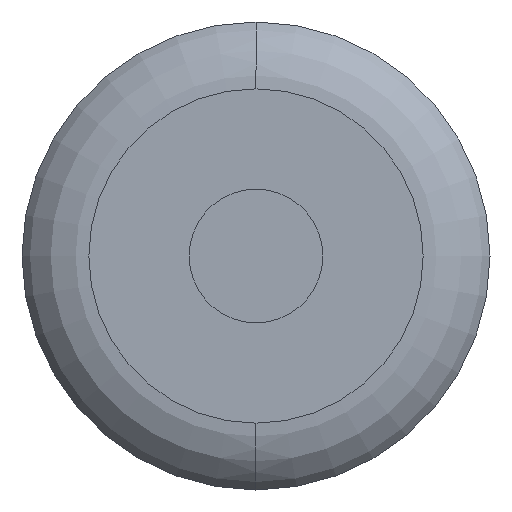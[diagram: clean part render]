
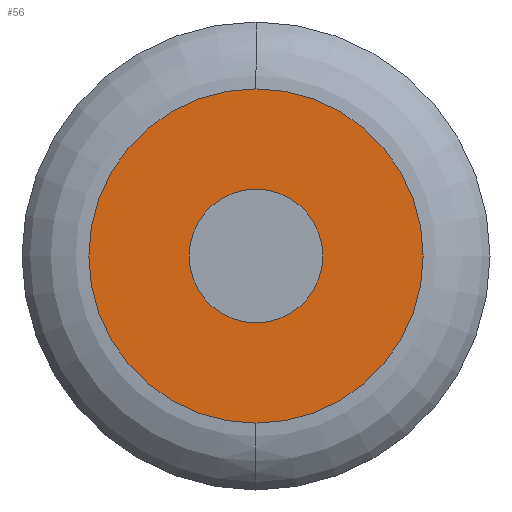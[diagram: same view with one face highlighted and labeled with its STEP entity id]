
A CAD part, left-side view. The second image highlights one B-rep face of the part: STEP entity #56.
In plain terms, the highlighted planar face has unit normal (-1, 0, 0).
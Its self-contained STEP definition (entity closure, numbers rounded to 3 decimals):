
#5 = AXIS2_PLACEMENT_3D ( 'NONE', #321, #292, #139 ) ;
#10 = CARTESIAN_POINT ( 'NONE',  ( -13.491, 0., -1. ) ) ;
#14 = DIRECTION ( 'NONE',  ( -1., 0., 0. ) ) ;
#19 = CARTESIAN_POINT ( 'NONE',  ( -13.491, 0., 0. ) ) ;
#28 = AXIS2_PLACEMENT_3D ( 'NONE', #19, #14, #258 ) ;
#32 = EDGE_LOOP ( 'NONE', ( #329, #36 ) ) ;
#36 = ORIENTED_EDGE ( 'NONE', *, *, #180, .T. ) ;
#41 = DIRECTION ( 'NONE',  ( 1., 0., 0. ) ) ;
#42 = PLANE ( 'NONE',  #244 ) ;
#43 = CARTESIAN_POINT ( 'NONE',  ( -13.491, 0., 0. ) ) ;
#56 = ADVANCED_FACE ( 'NONE', ( #146, #342 ), #42, .F. ) ;
#66 = VERTEX_POINT ( 'NONE', #10 ) ;
#67 = DIRECTION ( 'NONE',  ( -1., 0., 0. ) ) ;
#78 = EDGE_CURVE ( 'NONE', #66, #323, #330, .T. ) ;
#85 = CARTESIAN_POINT ( 'NONE',  ( -13.491, 0., 0. ) ) ;
#91 = CARTESIAN_POINT ( 'NONE',  ( -13.491, 0., 1. ) ) ;
#93 = CIRCLE ( 'NONE', #28, 2.5 ) ;
#139 = DIRECTION ( 'NONE',  ( 0., 0., 1. ) ) ;
#142 = DIRECTION ( 'NONE',  ( 0., 0., -1. ) ) ;
#146 = FACE_BOUND ( 'NONE', #289, .T. ) ;
#163 = AXIS2_PLACEMENT_3D ( 'NONE', #85, #184, #241 ) ;
#164 = CIRCLE ( 'NONE', #5, 1. ) ;
#180 = EDGE_CURVE ( 'NONE', #269, #318, #93, .T. ) ;
#184 = DIRECTION ( 'NONE',  ( -1., 0., 0. ) ) ;
#188 = CARTESIAN_POINT ( 'NONE',  ( -13.491, 0., -2.5 ) ) ;
#213 = ORIENTED_EDGE ( 'NONE', *, *, #78, .F. ) ;
#218 = AXIS2_PLACEMENT_3D ( 'NONE', #43, #67, #276 ) ;
#222 = EDGE_CURVE ( 'NONE', #323, #66, #164, .T. ) ;
#241 = DIRECTION ( 'NONE',  ( 0., 0., 1. ) ) ;
#244 = AXIS2_PLACEMENT_3D ( 'NONE', #272, #41, #142 ) ;
#258 = DIRECTION ( 'NONE',  ( 0., 0., 1. ) ) ;
#265 = ORIENTED_EDGE ( 'NONE', *, *, #222, .F. ) ;
#269 = VERTEX_POINT ( 'NONE', #188 ) ;
#272 = CARTESIAN_POINT ( 'NONE',  ( -13.491, 0., 0. ) ) ;
#276 = DIRECTION ( 'NONE',  ( 0., 0., 1. ) ) ;
#289 = EDGE_LOOP ( 'NONE', ( #265, #213 ) ) ;
#291 = CIRCLE ( 'NONE', #163, 2.5 ) ;
#292 = DIRECTION ( 'NONE',  ( -1., 0., 0. ) ) ;
#304 = EDGE_CURVE ( 'NONE', #318, #269, #291, .T. ) ;
#318 = VERTEX_POINT ( 'NONE', #345 ) ;
#321 = CARTESIAN_POINT ( 'NONE',  ( -13.491, 0., 0. ) ) ;
#323 = VERTEX_POINT ( 'NONE', #91 ) ;
#329 = ORIENTED_EDGE ( 'NONE', *, *, #304, .T. ) ;
#330 = CIRCLE ( 'NONE', #218, 1. ) ;
#342 = FACE_OUTER_BOUND ( 'NONE', #32, .T. ) ;
#345 = CARTESIAN_POINT ( 'NONE',  ( -13.491, 0., 2.5 ) ) ;
